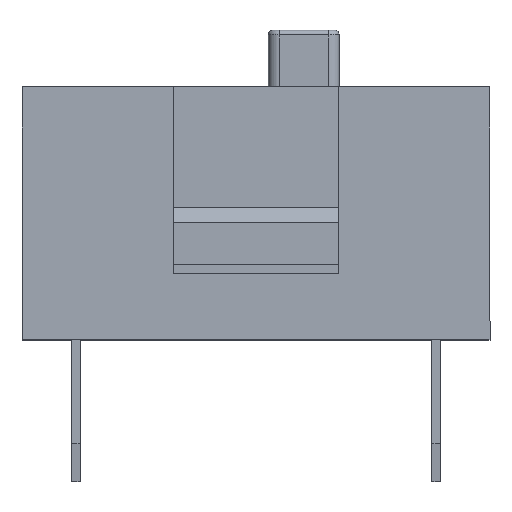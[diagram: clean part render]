
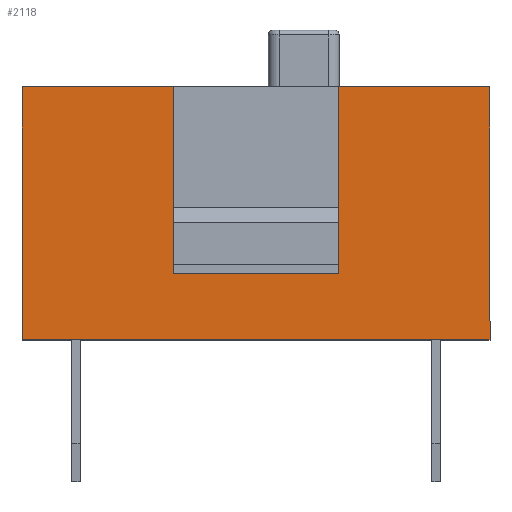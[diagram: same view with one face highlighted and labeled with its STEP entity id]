
A CAD part, top view. The second image highlights one B-rep face of the part: STEP entity #2118.
In plain terms, the highlighted planar face has unit normal (0, 0, 1).
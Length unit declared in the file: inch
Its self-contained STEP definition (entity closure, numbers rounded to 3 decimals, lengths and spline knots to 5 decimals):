
#32 = ORIENTED_EDGE ( 'NONE', *, *, #1367, .T. ) ;
#99 = EDGE_CURVE ( 'NONE', #2263, #1465, #720, .T. ) ;
#100 = ORIENTED_EDGE ( 'NONE', *, *, #944, .F. ) ;
#143 = DIRECTION ( 'NONE',  ( -1., 0., 0. ) ) ;
#155 = DIRECTION ( 'NONE',  ( 0., 0., 1. ) ) ;
#252 = CARTESIAN_POINT ( 'NONE',  ( 0.0689, 0.00138, 0.18209 ) ) ;
#254 = EDGE_CURVE ( 'NONE', #1669, #1932, #1316, .T. ) ;
#455 = VECTOR ( 'NONE', #143, 39.37008 ) ;
#507 = ORIENTED_EDGE ( 'NONE', *, *, #1003, .F. ) ;
#573 = VECTOR ( 'NONE', #1526, 39.37008 ) ;
#655 = DIRECTION ( 'NONE',  ( 1., 0., 0. ) ) ;
#679 = VECTOR ( 'NONE', #1247, 39.37008 ) ;
#680 = VERTEX_POINT ( 'NONE', #1497 ) ;
#699 = CARTESIAN_POINT ( 'NONE',  ( 0.0689, 0.00138, 0.18209 ) ) ;
#720 = LINE ( 'NONE', #1967, #2130 ) ;
#723 = VECTOR ( 'NONE', #1965, 39.37008 ) ;
#743 = VERTEX_POINT ( 'NONE', #252 ) ;
#804 = AXIS2_PLACEMENT_3D ( 'NONE', #1048, #155, #655 ) ;
#841 = CARTESIAN_POINT ( 'NONE',  ( 0.19488, -0.05413, 0.18209 ) ) ;
#845 = CARTESIAN_POINT ( 'NONE',  ( 0.19488, -0.05413, 0.18209 ) ) ;
#910 = VECTOR ( 'NONE', #1002, 39.37008 ) ;
#921 = CARTESIAN_POINT ( 'NONE',  ( 0.0689, 0.00138, 0.18209 ) ) ;
#944 = EDGE_CURVE ( 'NONE', #1465, #2117, #1594, .T. ) ;
#959 = CARTESIAN_POINT ( 'NONE',  ( -0.0689, 0.00138, 0.18209 ) ) ;
#991 = ORIENTED_EDGE ( 'NONE', *, *, #1340, .T. ) ;
#1002 = DIRECTION ( 'NONE',  ( 1., 0., 0. ) ) ;
#1003 = EDGE_CURVE ( 'NONE', #743, #1515, #1906, .T. ) ;
#1048 = CARTESIAN_POINT ( 'NONE',  ( -0.19488, -0.05413, 0.18209 ) ) ;
#1189 = LINE ( 'NONE', #1599, #1737 ) ;
#1226 = CARTESIAN_POINT ( 'NONE',  ( -0.19488, -0.05413, 0.18209 ) ) ;
#1247 = DIRECTION ( 'NONE',  ( 0., 1., 0. ) ) ;
#1264 = CARTESIAN_POINT ( 'NONE',  ( 0.0689, 0.1565, 0.18209 ) ) ;
#1273 = DIRECTION ( 'NONE',  ( 1., 0., 0. ) ) ;
#1305 = LINE ( 'NONE', #921, #2277 ) ;
#1316 = LINE ( 'NONE', #959, #573 ) ;
#1340 = EDGE_CURVE ( 'NONE', #680, #2117, #1433, .T. ) ;
#1343 = ORIENTED_EDGE ( 'NONE', *, *, #254, .T. ) ;
#1349 = LINE ( 'NONE', #2078, #910 ) ;
#1367 = EDGE_CURVE ( 'NONE', #743, #1669, #1305, .T. ) ;
#1414 = EDGE_CURVE ( 'NONE', #680, #1932, #1349, .T. ) ;
#1433 = LINE ( 'NONE', #1643, #723 ) ;
#1436 = DIRECTION ( 'NONE',  ( 0., -1., 0. ) ) ;
#1465 = VERTEX_POINT ( 'NONE', #841 ) ;
#1497 = CARTESIAN_POINT ( 'NONE',  ( -0.19488, 0.1565, 0.18209 ) ) ;
#1512 = CARTESIAN_POINT ( 'NONE',  ( 0.19488, 0.1565, 0.18209 ) ) ;
#1515 = VERTEX_POINT ( 'NONE', #1264 ) ;
#1526 = DIRECTION ( 'NONE',  ( 0., 1., 0. ) ) ;
#1541 = ORIENTED_EDGE ( 'NONE', *, *, #2139, .F. ) ;
#1589 = PLANE ( 'NONE',  #804 ) ;
#1594 = LINE ( 'NONE', #845, #455 ) ;
#1599 = CARTESIAN_POINT ( 'NONE',  ( 0.0689, 0.1565, 0.18209 ) ) ;
#1643 = CARTESIAN_POINT ( 'NONE',  ( -0.19488, 0.1565, 0.18209 ) ) ;
#1669 = VERTEX_POINT ( 'NONE', #2156 ) ;
#1707 = EDGE_LOOP ( 'NONE', ( #991, #100, #1780, #1541, #507, #32, #1343, #2163 ) ) ;
#1737 = VECTOR ( 'NONE', #1273, 39.37008 ) ;
#1780 = ORIENTED_EDGE ( 'NONE', *, *, #99, .F. ) ;
#1793 = DIRECTION ( 'NONE',  ( -1., 0., 0. ) ) ;
#1906 = LINE ( 'NONE', #699, #679 ) ;
#1932 = VERTEX_POINT ( 'NONE', #2072 ) ;
#1937 = FACE_OUTER_BOUND ( 'NONE', #1707, .T. ) ;
#1965 = DIRECTION ( 'NONE',  ( 0., -1., 0. ) ) ;
#1967 = CARTESIAN_POINT ( 'NONE',  ( 0.19488, 0.1565, 0.18209 ) ) ;
#2072 = CARTESIAN_POINT ( 'NONE',  ( -0.0689, 0.1565, 0.18209 ) ) ;
#2078 = CARTESIAN_POINT ( 'NONE',  ( -0.19488, 0.1565, 0.18209 ) ) ;
#2117 = VERTEX_POINT ( 'NONE', #1226 ) ;
#2118 = ADVANCED_FACE ( 'NONE', ( #1937 ), #1589, .T. ) ;
#2130 = VECTOR ( 'NONE', #1436, 39.37008 ) ;
#2139 = EDGE_CURVE ( 'NONE', #1515, #2263, #1189, .T. ) ;
#2156 = CARTESIAN_POINT ( 'NONE',  ( -0.0689, 0.00138, 0.18209 ) ) ;
#2163 = ORIENTED_EDGE ( 'NONE', *, *, #1414, .F. ) ;
#2263 = VERTEX_POINT ( 'NONE', #1512 ) ;
#2277 = VECTOR ( 'NONE', #1793, 39.37008 ) ;
